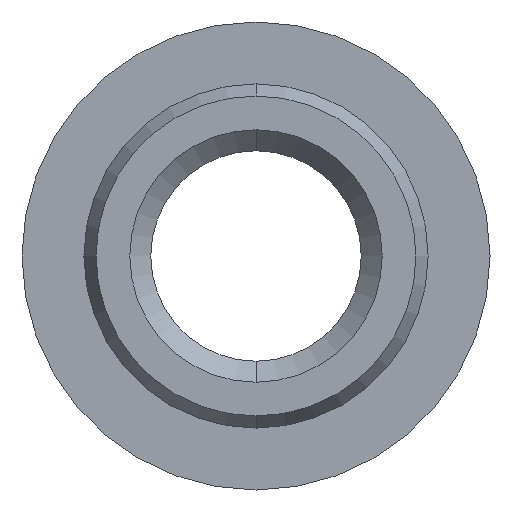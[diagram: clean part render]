
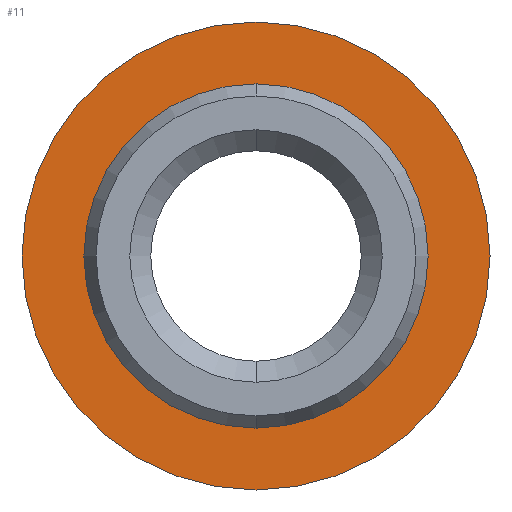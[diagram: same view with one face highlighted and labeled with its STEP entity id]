
A CAD part, front view. The second image highlights one B-rep face of the part: STEP entity #11.
In plain terms, the highlighted planar face has unit normal (0, -1, 0).
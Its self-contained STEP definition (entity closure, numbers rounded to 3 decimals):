
#8 = CARTESIAN_POINT ( 'NONE',  ( 0., 0., 2.78 ) ) ;
#9 = DIRECTION ( 'NONE',  ( 0., 1., 0. ) ) ;
#11 = ADVANCED_FACE ( 'NONE', ( #226, #16 ), #393, .F. ) ;
#16 = FACE_BOUND ( 'NONE', #390, .T. ) ;
#19 = DIRECTION ( 'NONE',  ( 0., 1., 0. ) ) ;
#36 = VERTEX_POINT ( 'NONE', #230 ) ;
#46 = DIRECTION ( 'NONE',  ( 0., 0., 1. ) ) ;
#52 = CARTESIAN_POINT ( 'NONE',  ( 0., 0., 0. ) ) ;
#53 = AXIS2_PLACEMENT_3D ( 'NONE', #323, #412, #203 ) ;
#67 = CARTESIAN_POINT ( 'NONE',  ( 0., 0., -2.78 ) ) ;
#98 = CARTESIAN_POINT ( 'NONE',  ( 0., 0., 0. ) ) ;
#114 = AXIS2_PLACEMENT_3D ( 'NONE', #510, #392, #131 ) ;
#131 = DIRECTION ( 'NONE',  ( 0., 0., 1. ) ) ;
#153 = EDGE_CURVE ( 'NONE', #36, #237, #291, .T. ) ;
#156 = CIRCLE ( 'NONE', #259, 2.78 ) ;
#201 = EDGE_LOOP ( 'NONE', ( #388, #519 ) ) ;
#203 = DIRECTION ( 'NONE',  ( 0., 0., 1. ) ) ;
#210 = CIRCLE ( 'NONE', #473, 2.78 ) ;
#219 = VERTEX_POINT ( 'NONE', #8 ) ;
#226 = FACE_OUTER_BOUND ( 'NONE', #201, .T. ) ;
#230 = CARTESIAN_POINT ( 'NONE',  ( 0., 0., 2.045 ) ) ;
#237 = VERTEX_POINT ( 'NONE', #389 ) ;
#242 = EDGE_CURVE ( 'NONE', #511, #219, #210, .T. ) ;
#251 = CIRCLE ( 'NONE', #299, 2.045 ) ;
#258 = CARTESIAN_POINT ( 'NONE',  ( 0., 0., 0. ) ) ;
#259 = AXIS2_PLACEMENT_3D ( 'NONE', #52, #261, #46 ) ;
#261 = DIRECTION ( 'NONE',  ( 0., 1., 0. ) ) ;
#280 = ORIENTED_EDGE ( 'NONE', *, *, #153, .T. ) ;
#291 = CIRCLE ( 'NONE', #53, 2.045 ) ;
#299 = AXIS2_PLACEMENT_3D ( 'NONE', #98, #19, #429 ) ;
#323 = CARTESIAN_POINT ( 'NONE',  ( 0., 0., 0. ) ) ;
#388 = ORIENTED_EDGE ( 'NONE', *, *, #425, .F. ) ;
#389 = CARTESIAN_POINT ( 'NONE',  ( 0., 0., -2.045 ) ) ;
#390 = EDGE_LOOP ( 'NONE', ( #280, #446 ) ) ;
#392 = DIRECTION ( 'NONE',  ( 0., 1., 0. ) ) ;
#393 = PLANE ( 'NONE',  #114 ) ;
#412 = DIRECTION ( 'NONE',  ( 0., 1., 0. ) ) ;
#421 = EDGE_CURVE ( 'NONE', #237, #36, #251, .T. ) ;
#425 = EDGE_CURVE ( 'NONE', #219, #511, #156, .T. ) ;
#429 = DIRECTION ( 'NONE',  ( 0., 0., 1. ) ) ;
#446 = ORIENTED_EDGE ( 'NONE', *, *, #421, .T. ) ;
#473 = AXIS2_PLACEMENT_3D ( 'NONE', #258, #9, #499 ) ;
#499 = DIRECTION ( 'NONE',  ( 0., 0., 1. ) ) ;
#510 = CARTESIAN_POINT ( 'NONE',  ( 2.045, 0., 0. ) ) ;
#511 = VERTEX_POINT ( 'NONE', #67 ) ;
#519 = ORIENTED_EDGE ( 'NONE', *, *, #242, .F. ) ;
